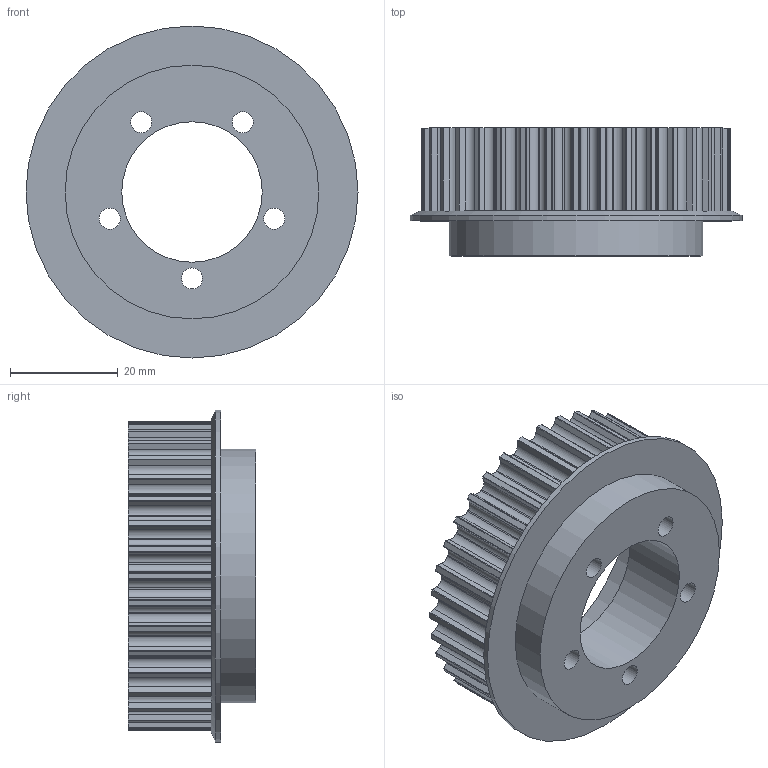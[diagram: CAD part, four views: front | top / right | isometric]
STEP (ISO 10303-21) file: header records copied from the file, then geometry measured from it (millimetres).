
FILE_DESCRIPTION(/* description */ (''),/* implementation_level */ '2;1');
FILE_NAME(/* name */ '36t kegel pulley.stp',/* time_stamp */ '2025-08-08T02:59:09-07:00',/* author */ ('devan'),/* organization */ (''),/* preprocessor_version */ 'ST-DEVELOPER v20',/* originating_system */ 'Autodesk Inventor 2025',/* authorisation */ '');
FILE_SCHEMA (('AUTOMOTIVE_DESIGN { 1 0 10303 214 3 1 1 }'));
Length unit declared in the file: millimetre
Products named in the file (1): gear bracket
Bounding box: 61.5 x 23.7 x 61.5 mm (x, y, z)
Volume: 26580.4 mm3; surface area: 13527.6 mm2
Topology: 1 solids, 1 shells, 303 faces, 894 edges, 596 vertices
Faces by surface type: cylinder 189, plane 113, cone 1
Full cylindrical faces by diameter (mm): 3.9 x5, 26 x1, 47 x2, 61.5 x1
Entity records: 10335 total; most frequent: DIRECTION 1882, CARTESIAN_POINT 1794, ORIENTED_EDGE 1788, EDGE_CURVE 894, AXIS2_PLACEMENT_3D 684, VERTEX_POINT 596, LINE 514, VECTOR 514
